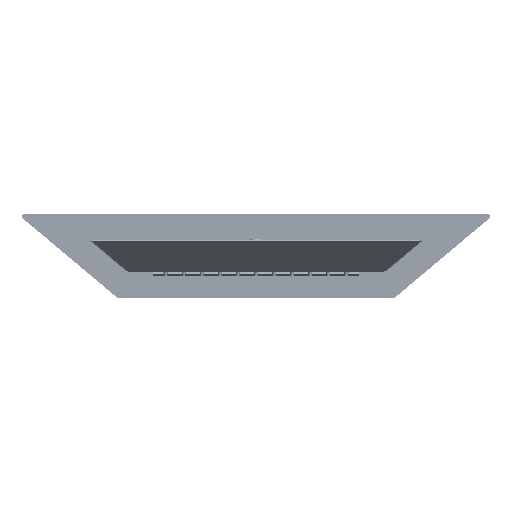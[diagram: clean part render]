
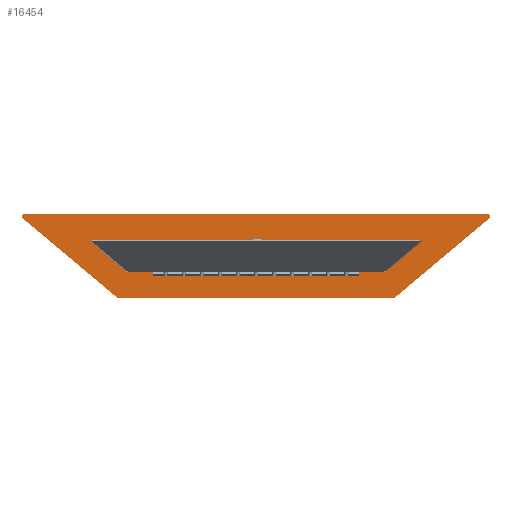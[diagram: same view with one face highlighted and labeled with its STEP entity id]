
A CAD part, left-side view. The second image highlights one B-rep face of the part: STEP entity #16454.
In plain terms, the highlighted planar face has unit normal (-1, 0, 0).
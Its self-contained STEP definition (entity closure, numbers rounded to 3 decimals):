
#16454=ADVANCED_FACE('',(#22536,#22537,#22538,#22539,#22540,#22541),#22542,.F.);
#22536=FACE_BOUND('',#27746,.T.);
#22537=FACE_BOUND('',#27747,.T.);
#22538=FACE_BOUND('',#27748,.T.);
#22539=FACE_BOUND('',#27749,.T.);
#22540=FACE_BOUND('',#27750,.T.);
#22541=FACE_OUTER_BOUND('',#27751,.T.);
#22542=PLANE('',#27752);
#27746=EDGE_LOOP('',(#36840));
#27747=EDGE_LOOP('',(#36841));
#27748=EDGE_LOOP('',(#36842,#36843,#36844,#36845,#36846,#36847,#36848,#36849));
#27749=EDGE_LOOP('',(#36850,#36851,#36852,#36853));
#27750=EDGE_LOOP('',(#36854,#36855,#36856,#36857));
#27751=EDGE_LOOP('',(#36858,#36859,#36860,#36861,#36862,#36863,#36864,#36865));
#27752=AXIS2_PLACEMENT_3D('',#36866,#36867,#36868);
#36840=ORIENTED_EDGE('',*,*,#41414,.F.);
#36841=ORIENTED_EDGE('',*,*,#41415,.T.);
#36842=ORIENTED_EDGE('',*,*,#41360,.T.);
#36843=ORIENTED_EDGE('',*,*,#41356,.T.);
#36844=ORIENTED_EDGE('',*,*,#41416,.T.);
#36845=ORIENTED_EDGE('',*,*,#41417,.T.);
#36846=ORIENTED_EDGE('',*,*,#41418,.T.);
#36847=ORIENTED_EDGE('',*,*,#41419,.T.);
#36848=ORIENTED_EDGE('',*,*,#41420,.T.);
#36849=ORIENTED_EDGE('',*,*,#41421,.T.);
#36850=ORIENTED_EDGE('',*,*,#41365,.T.);
#36851=ORIENTED_EDGE('',*,*,#41422,.T.);
#36852=ORIENTED_EDGE('',*,*,#41423,.T.);
#36853=ORIENTED_EDGE('',*,*,#41424,.T.);
#36854=ORIENTED_EDGE('',*,*,#41425,.T.);
#36855=ORIENTED_EDGE('',*,*,#41426,.T.);
#36856=ORIENTED_EDGE('',*,*,#41427,.T.);
#36857=ORIENTED_EDGE('',*,*,#41428,.T.);
#36858=ORIENTED_EDGE('',*,*,#41370,.F.);
#36859=ORIENTED_EDGE('',*,*,#41383,.T.);
#36860=ORIENTED_EDGE('',*,*,#41378,.F.);
#36861=ORIENTED_EDGE('',*,*,#41393,.T.);
#36862=ORIENTED_EDGE('',*,*,#41429,.F.);
#36863=ORIENTED_EDGE('',*,*,#41389,.T.);
#36864=ORIENTED_EDGE('',*,*,#41375,.F.);
#36865=ORIENTED_EDGE('',*,*,#41386,.T.);
#36866=CARTESIAN_POINT('',(250.0,0.,0.0));
#36867=DIRECTION('',(1.0,0.,0.0));
#36868=DIRECTION('',(0.,1.0,0.0));
#41356=EDGE_CURVE('',#46124,#46122,#46125,.T.);
#41360=EDGE_CURVE('',#46130,#46124,#46131,.T.);
#41365=EDGE_CURVE('',#46139,#46137,#46140,.T.);
#41370=EDGE_CURVE('',#46146,#46148,#46149,.T.);
#41375=EDGE_CURVE('',#46155,#46157,#46158,.T.);
#41378=EDGE_CURVE('',#46161,#46162,#46163,.T.);
#41383=EDGE_CURVE('',#46146,#46162,#46170,.F.);
#41386=EDGE_CURVE('',#46155,#46148,#46173,.F.);
#41389=EDGE_CURVE('',#46176,#46157,#46177,.F.);
#41393=EDGE_CURVE('',#46161,#46182,#46183,.F.);
#41414=EDGE_CURVE('',#46218,#46218,#46219,.F.);
#41415=EDGE_CURVE('',#46220,#46220,#46221,.T.);
#41416=EDGE_CURVE('',#46122,#46222,#46223,.T.);
#41417=EDGE_CURVE('',#46222,#46224,#46225,.T.);
#41418=EDGE_CURVE('',#46224,#46226,#46227,.T.);
#41419=EDGE_CURVE('',#46226,#46228,#46229,.T.);
#41420=EDGE_CURVE('',#46228,#46230,#46231,.T.);
#41421=EDGE_CURVE('',#46230,#46130,#46232,.T.);
#41422=EDGE_CURVE('',#46137,#46233,#46234,.T.);
#41423=EDGE_CURVE('',#46233,#46235,#46236,.T.);
#41424=EDGE_CURVE('',#46235,#46139,#46237,.T.);
#41425=EDGE_CURVE('',#46238,#46239,#46240,.T.);
#41426=EDGE_CURVE('',#46239,#46241,#46242,.T.);
#41427=EDGE_CURVE('',#46241,#46243,#46244,.T.);
#41428=EDGE_CURVE('',#46243,#46238,#46245,.T.);
#41429=EDGE_CURVE('',#46176,#46182,#46246,.T.);
#46122=VERTEX_POINT('',#52650);
#46124=VERTEX_POINT('',#52653);
#46125=LINE('',#52654,#52655);
#46130=VERTEX_POINT('',#52661);
#46131=CIRCLE('',#52662,1.0);
#46137=VERTEX_POINT('',#52669);
#46139=VERTEX_POINT('',#52672);
#46140=CIRCLE('',#52673,4.5);
#46146=VERTEX_POINT('',#52681);
#46148=VERTEX_POINT('',#52684);
#46149=LINE('',#52685,#52686);
#46155=VERTEX_POINT('',#52694);
#46157=VERTEX_POINT('',#52697);
#46158=LINE('',#52698,#52699);
#46161=VERTEX_POINT('',#52703);
#46162=VERTEX_POINT('',#52704);
#46163=LINE('',#52705,#52706);
#46170=CIRCLE('',#52716,2.0);
#46173=CIRCLE('',#52719,2.0);
#46176=VERTEX_POINT('',#52722);
#46177=CIRCLE('',#52723,2.0);
#46182=VERTEX_POINT('',#52729);
#46183=CIRCLE('',#52730,2.0);
#46218=VERTEX_POINT('',#52774);
#46219=CIRCLE('',#52775,3.2);
#46220=VERTEX_POINT('',#52776);
#46221=CIRCLE('',#52777,3.2);
#46222=VERTEX_POINT('',#52778);
#46223=CIRCLE('',#52779,1.0);
#46224=VERTEX_POINT('',#52780);
#46225=LINE('',#52781,#52782);
#46226=VERTEX_POINT('',#52783);
#46227=CIRCLE('',#52784,1.0);
#46228=VERTEX_POINT('',#52785);
#46229=LINE('',#52786,#52787);
#46230=VERTEX_POINT('',#52788);
#46231=CIRCLE('',#52789,1.0);
#46232=LINE('',#52790,#52791);
#46233=VERTEX_POINT('',#52792);
#46234=LINE('',#52793,#52794);
#46235=VERTEX_POINT('',#52795);
#46236=CIRCLE('',#52796,4.5);
#46237=LINE('',#52797,#52798);
#46238=VERTEX_POINT('',#52799);
#46239=VERTEX_POINT('',#52800);
#46240=CIRCLE('',#52801,4.5);
#46241=VERTEX_POINT('',#52802);
#46242=LINE('',#52803,#52804);
#46243=VERTEX_POINT('',#52805);
#46244=CIRCLE('',#52806,4.5);
#46245=LINE('',#52807,#52808);
#46246=LINE('',#52809,#52810);
#52650=CARTESIAN_POINT('',(250.0,-39.5,21.549));
#52653=CARTESIAN_POINT('',(250.0,39.5,21.549));
#52654=CARTESIAN_POINT('',(250.0,0.,21.549));
#52655=VECTOR('',#57464,1.0);
#52661=CARTESIAN_POINT('',(250.0,40.5,20.549));
#52662=AXIS2_PLACEMENT_3D('',#57469,#57470,#57471);
#52669=CARTESIAN_POINT('',(250.0,77.5,17.075));
#52672=CARTESIAN_POINT('',(250.0,77.5,8.075));
#52673=AXIS2_PLACEMENT_3D('',#57477,#57478,#57479);
#52681=CARTESIAN_POINT('',(250.0,-106.551,-20.0));
#52684=CARTESIAN_POINT('',(250.0,106.551,-20.0));
#52685=CARTESIAN_POINT('',(250.0,0.,-20.0));
#52686=VECTOR('',#57483,1.0);
#52694=CARTESIAN_POINT('',(250.0,107.837,-19.532));
#52697=CARTESIAN_POINT('',(250.0,180.712,41.617));
#52698=CARTESIAN_POINT('',(250.0,146.1,12.575));
#52699=VECTOR('',#57487,1.0);
#52703=CARTESIAN_POINT('',(250.0,-180.712,41.617));
#52704=CARTESIAN_POINT('',(250.0,-107.837,-19.532));
#52705=CARTESIAN_POINT('',(250.0,-146.1,12.575));
#52706=VECTOR('',#57489,1.0);
#52716=AXIS2_PLACEMENT_3D('',#57493,#57494,#57495);
#52719=AXIS2_PLACEMENT_3D('',#57499,#57500,#57501);
#52722=CARTESIAN_POINT('',(250.0,179.426,45.149));
#52723=AXIS2_PLACEMENT_3D('',#57505,#57506,#57507);
#52729=CARTESIAN_POINT('',(250.0,-179.426,45.149));
#52730=AXIS2_PLACEMENT_3D('',#57512,#57513,#57514);
#52774=CARTESIAN_POINT('',(250.0,-51.8,12.575));
#52775=AXIS2_PLACEMENT_3D('',#57551,#57552,#57553);
#52776=CARTESIAN_POINT('',(250.0,58.2,12.575));
#52777=AXIS2_PLACEMENT_3D('',#57554,#57555,#57556);
#52778=CARTESIAN_POINT('',(250.0,-40.5,20.549));
#52779=AXIS2_PLACEMENT_3D('',#57557,#57558,#57559);
#52780=CARTESIAN_POINT('',(250.0,-40.5,4.6));
#52781=CARTESIAN_POINT('',(250.0,-40.5,0.));
#52782=VECTOR('',#57560,1.0);
#52783=CARTESIAN_POINT('',(250.0,-39.5,3.6));
#52784=AXIS2_PLACEMENT_3D('',#57561,#57562,#57563);
#52785=CARTESIAN_POINT('',(250.0,39.5,3.6));
#52786=CARTESIAN_POINT('',(250.0,0.,3.6));
#52787=VECTOR('',#57564,1.0);
#52788=CARTESIAN_POINT('',(250.0,40.5,4.6));
#52789=AXIS2_PLACEMENT_3D('',#57565,#57566,#57567);
#52790=CARTESIAN_POINT('',(250.0,40.5,0.));
#52791=VECTOR('',#57568,1.0);
#52792=CARTESIAN_POINT('',(250.0,72.5,17.075));
#52793=CARTESIAN_POINT('',(250.0,0.,17.075));
#52794=VECTOR('',#57569,1.0);
#52795=CARTESIAN_POINT('',(250.0,72.5,8.075));
#52796=AXIS2_PLACEMENT_3D('',#57570,#57571,#57572);
#52797=CARTESIAN_POINT('',(250.0,0.,8.075));
#52798=VECTOR('',#57573,1.0);
#52799=CARTESIAN_POINT('',(250.0,-79.5,10.075));
#52800=CARTESIAN_POINT('',(250.0,-70.5,10.075));
#52801=AXIS2_PLACEMENT_3D('',#57574,#57575,#57576);
#52802=CARTESIAN_POINT('',(250.0,-70.5,15.075));
#52803=CARTESIAN_POINT('',(250.0,-70.5,0.));
#52804=VECTOR('',#57577,1.0);
#52805=CARTESIAN_POINT('',(250.0,-79.5,15.075));
#52806=AXIS2_PLACEMENT_3D('',#57578,#57579,#57580);
#52807=CARTESIAN_POINT('',(250.0,-79.5,0.));
#52808=VECTOR('',#57581,1.0);
#52809=CARTESIAN_POINT('',(250.0,0.,45.149));
#52810=VECTOR('',#57582,1.0);
#57464=DIRECTION('',(0.,-1.0,0.));
#57469=CARTESIAN_POINT('',(250.0,39.5,20.549));
#57470=DIRECTION('',(1.0,0.,0.0));
#57471=DIRECTION('',(0.,1.0,0.0));
#57477=CARTESIAN_POINT('',(250.0,77.5,12.575));
#57478=DIRECTION('',(1.0,0.,0.0));
#57479=DIRECTION('',(0.,1.0,0.0));
#57483=DIRECTION('',(0.,1.0,0.));
#57487=DIRECTION('',(0.,0.766,0.643));
#57489=DIRECTION('',(0.,0.766,-0.643));
#57493=CARTESIAN_POINT('',(250.0,-106.551,-18.0));
#57494=DIRECTION('',(1.0,0.,0.0));
#57495=DIRECTION('',(0.,1.0,0.0));
#57499=CARTESIAN_POINT('',(250.0,106.551,-18.0));
#57500=DIRECTION('',(1.0,0.,0.0));
#57501=DIRECTION('',(0.,1.0,0.0));
#57505=CARTESIAN_POINT('',(250.0,179.426,43.149));
#57506=DIRECTION('',(1.0,0.,0.0));
#57507=DIRECTION('',(0.,1.0,0.0));
#57512=CARTESIAN_POINT('',(250.0,-179.426,43.149));
#57513=DIRECTION('',(1.0,0.,0.0));
#57514=DIRECTION('',(0.,1.0,0.0));
#57551=CARTESIAN_POINT('',(250.0,-55.0,12.575));
#57552=DIRECTION('',(1.0,0.,0.0));
#57553=DIRECTION('',(0.,1.0,0.0));
#57554=CARTESIAN_POINT('',(250.0,55.0,12.575));
#57555=DIRECTION('',(1.0,0.,0.0));
#57556=DIRECTION('',(0.,1.0,0.0));
#57557=CARTESIAN_POINT('',(250.0,-39.5,20.549));
#57558=DIRECTION('',(1.0,0.,0.0));
#57559=DIRECTION('',(0.,1.0,0.0));
#57560=DIRECTION('',(0.,0.,-1.0));
#57561=CARTESIAN_POINT('',(250.0,-39.5,4.6));
#57562=DIRECTION('',(1.0,0.,0.0));
#57563=DIRECTION('',(0.,1.0,0.0));
#57564=DIRECTION('',(0.,1.0,0.0));
#57565=CARTESIAN_POINT('',(250.0,39.5,4.6));
#57566=DIRECTION('',(1.0,0.,0.0));
#57567=DIRECTION('',(0.,1.0,0.0));
#57568=DIRECTION('',(0.,0.,1.0));
#57569=DIRECTION('',(0.,-1.0,0.));
#57570=CARTESIAN_POINT('',(250.0,72.5,12.575));
#57571=DIRECTION('',(1.0,0.,0.0));
#57572=DIRECTION('',(0.,1.0,0.0));
#57573=DIRECTION('',(0.,1.0,0.));
#57574=CARTESIAN_POINT('',(250.0,-75.0,10.075));
#57575=DIRECTION('',(1.0,0.,0.0));
#57576=DIRECTION('',(0.,1.0,0.0));
#57577=DIRECTION('',(0.,0.,1.0));
#57578=CARTESIAN_POINT('',(250.0,-75.0,15.075));
#57579=DIRECTION('',(1.0,0.,0.0));
#57580=DIRECTION('',(0.,1.0,0.0));
#57581=DIRECTION('',(0.,0.,-1.0));
#57582=DIRECTION('',(0.,-1.0,0.));
